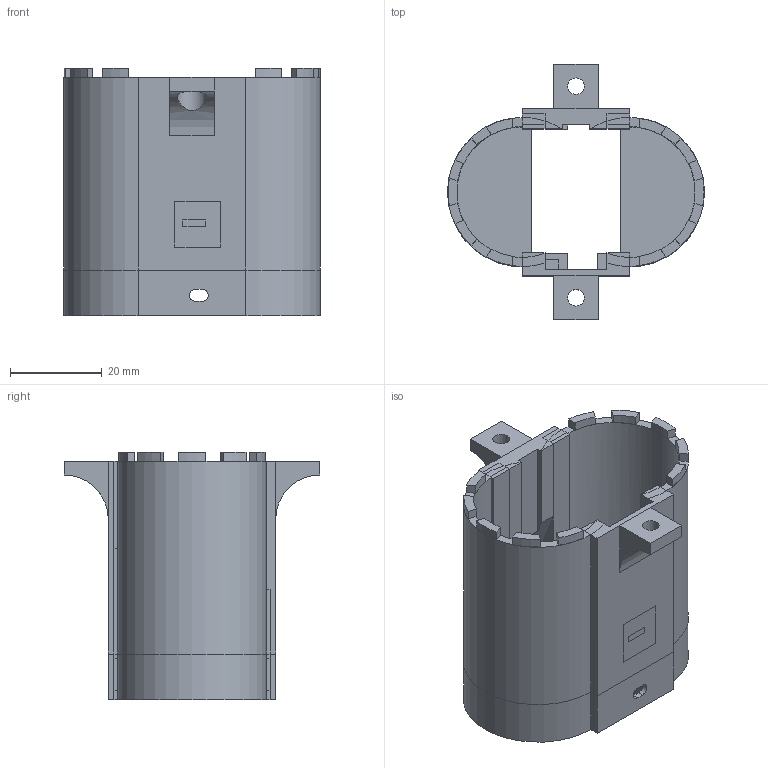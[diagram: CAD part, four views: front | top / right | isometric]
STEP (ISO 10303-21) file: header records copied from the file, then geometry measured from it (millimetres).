
FILE_DESCRIPTION(('FreeCAD Model'),'2;1');
FILE_NAME('Open CASCADE Shape Model','2024-08-01T10:57:55',('Author'),( ''),'Open CASCADE STEP processor 7.6','FreeCAD','Unknown');
FILE_SCHEMA(('AUTOMOTIVE_DESIGN { 1 0 10303 214 1 1 1 1 }'));
Length unit declared in the file: millimetre
Products named in the file (1): Battery holder #002 (Bottom)
Bounding box: 56 x 55.7 x 54 mm (x, y, z)
Volume: 20700.7 mm3; surface area: 19084.5 mm2
Topology: 1 solids, 1 shells, 251 faces, 662 edges, 419 vertices
Faces by surface type: plane 205, cylinder 46
Full cylindrical faces by diameter (mm): 3.6 x2, 6.4 x2
Entity records: 7913 total; most frequent: CARTESIAN_POINT 1583, ORIENTED_EDGE 1324, DIRECTION 1287, EDGE_CURVE 662, LINE 537, VECTOR 537, VERTEX_POINT 419, AXIS2_PLACEMENT_3D 375
